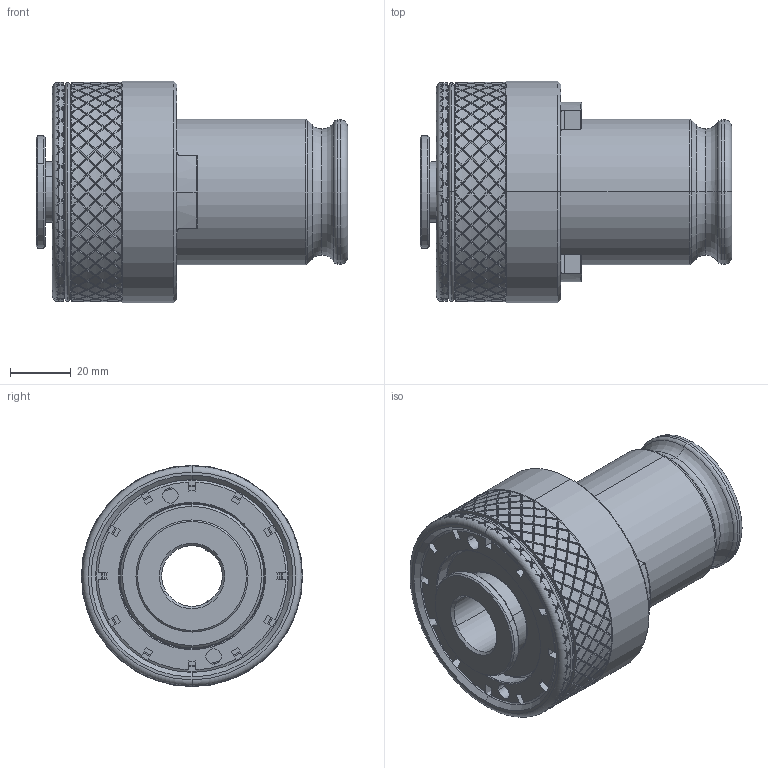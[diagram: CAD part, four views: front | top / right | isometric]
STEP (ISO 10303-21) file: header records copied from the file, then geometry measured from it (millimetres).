
FILE_DESCRIPTION (( 'STEP AP203' ), '1' );
FILE_NAME ('65-S.16.13.272016.STEP', '2019-04-16T05:52:20', ( 'Acer' ), ( '' ), 'SwSTEP 2.0', 'SolidWorks 2018', '' );
FILE_SCHEMA (( 'CONFIG_CONTROL_DESIGN' ));
Length unit declared in the file: millimetre
Products named in the file (1): 65-S.16.13.272016
Bounding box: 102.7 x 73 x 73 mm (x, y, z)
Surface area: 43252.9 mm2 (no closed solid volume)
Topology: 0 solids, 10 shells, 1838 faces, 4272 edges, 2397 vertices
Faces by surface type: bspline 1268, cylinder 452, plane 50, cone 33, torus 31, sphere 4
Entity records: 72258 total; most frequent: CARTESIAN_POINT 45997, ORIENTED_EDGE 8223, EDGE_CURVE 4260, VERTEX_POINT 2391, DIRECTION 2371, EDGE_LOOP 1853, ADVANCED_FACE 1838, FACE_OUTER_BOUND 1838
